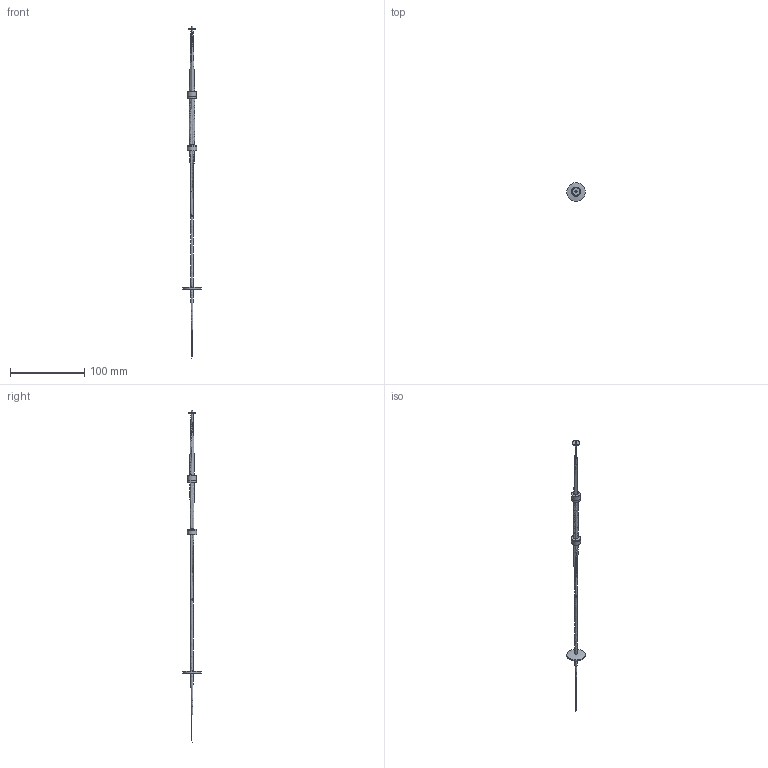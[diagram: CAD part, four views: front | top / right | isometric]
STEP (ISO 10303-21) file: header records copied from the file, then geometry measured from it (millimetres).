
FILE_DESCRIPTION ((), '1');
FILE_NAME ('PnS_lgs_wfs_doublets_rev1_window.STP', '2009-11-22T12:38:34', ('Unknown'), ('Unknown'), 'HarmonyWare STEP v1.4.0', 'HarmonyWare Translators', '');
FILE_SCHEMA (('CONFIG_CONTROL_DESIGN'));
Length unit declared in the file: millimetre
Products named in the file (21): product-name
Bounding box: 25 x 24.97 x 447.82 mm (x, y, z)
Volume: 11858.8 mm3; surface area: 13728.1 mm2
Topology: 21 solids, 21 shells, 254 faces, 690 edges, 263 vertices
Faces by surface type: bspline 236, sphere 7, cylinder 6, plane 5
Full cylindrical faces by diameter (mm): 10 x1, 12 x2, 12.5 x2, 25 x1
Entity records: 10253 total; most frequent: CARTESIAN_POINT 5091, ORIENTED_EDGE 946, EDGE_CURVE 473, B_SPLINE_CURVE_WITH_KNOTS 458, VERTEX_POINT 263, EDGE_LOOP 256, FACE_OUTER_BOUND 254, ADVANCED_FACE 254
